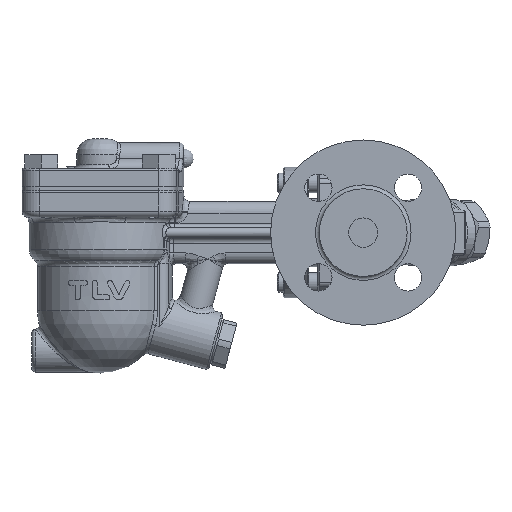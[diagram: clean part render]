
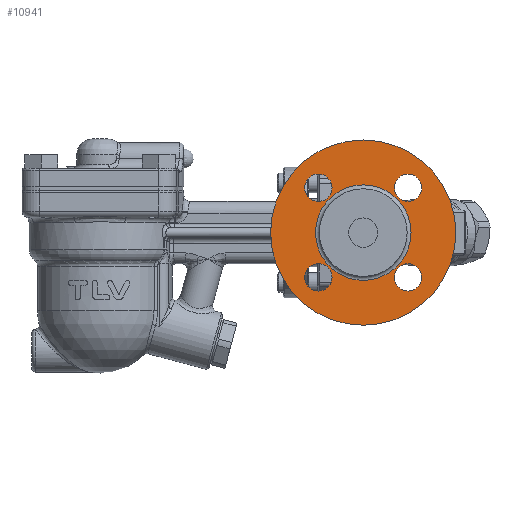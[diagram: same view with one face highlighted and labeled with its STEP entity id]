
A CAD part, front view. The second image highlights one B-rep face of the part: STEP entity #10941.
In plain terms, the highlighted planar face has unit normal (0, -1, 0).
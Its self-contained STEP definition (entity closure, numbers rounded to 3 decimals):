
#820=FACE_BOUND('',#1952,.T.);
#821=FACE_BOUND('',#1953,.T.);
#822=FACE_BOUND('',#1954,.T.);
#823=FACE_BOUND('',#1955,.T.);
#824=FACE_BOUND('',#1956,.T.);
#893=PLANE('',#11803);
#1225=FACE_OUTER_BOUND('',#1951,.T.);
#1951=EDGE_LOOP('',(#7595));
#1952=EDGE_LOOP('',(#7596));
#1953=EDGE_LOOP('',(#7597));
#1954=EDGE_LOOP('',(#7598));
#1955=EDGE_LOOP('',(#7599));
#1956=EDGE_LOOP('',(#7600,#7601));
#3921=CIRCLE('',#11796,47.5);
#3922=CIRCLE('',#11798,24.5);
#3926=CIRCLE('',#11802,24.5);
#3927=CIRCLE('',#11804,7.);
#3928=CIRCLE('',#11805,7.);
#3929=CIRCLE('',#11806,7.);
#3930=CIRCLE('',#11807,7.);
#4639=VERTEX_POINT('',#16906);
#4640=VERTEX_POINT('',#16910);
#4641=VERTEX_POINT('',#16911);
#4644=VERTEX_POINT('',#16920);
#4645=VERTEX_POINT('',#16922);
#4646=VERTEX_POINT('',#16924);
#4647=VERTEX_POINT('',#16926);
#5747=EDGE_CURVE('',#4639,#4639,#3921,.T.);
#5748=EDGE_CURVE('',#4640,#4641,#3922,.T.);
#5752=EDGE_CURVE('',#4641,#4640,#3926,.T.);
#5753=EDGE_CURVE('',#4644,#4644,#3927,.T.);
#5754=EDGE_CURVE('',#4645,#4645,#3928,.T.);
#5755=EDGE_CURVE('',#4646,#4646,#3929,.T.);
#5756=EDGE_CURVE('',#4647,#4647,#3930,.T.);
#7595=ORIENTED_EDGE('',*,*,#5747,.F.);
#7596=ORIENTED_EDGE('',*,*,#5753,.T.);
#7597=ORIENTED_EDGE('',*,*,#5754,.T.);
#7598=ORIENTED_EDGE('',*,*,#5755,.T.);
#7599=ORIENTED_EDGE('',*,*,#5756,.T.);
#7600=ORIENTED_EDGE('',*,*,#5748,.F.);
#7601=ORIENTED_EDGE('',*,*,#5752,.F.);
#10941=ADVANCED_FACE('',(#1225,#820,#821,#822,#823,#824),#893,.T.);
#11796=AXIS2_PLACEMENT_3D('',#16908,#13401,#13402);
#11798=AXIS2_PLACEMENT_3D('',#16912,#13405,#13406);
#11802=AXIS2_PLACEMENT_3D('',#16918,#13413,#13414);
#11803=AXIS2_PLACEMENT_3D('',#16919,#13415,#13416);
#11804=AXIS2_PLACEMENT_3D('',#16921,#13417,#13418);
#11805=AXIS2_PLACEMENT_3D('',#16923,#13419,#13420);
#11806=AXIS2_PLACEMENT_3D('',#16925,#13421,#13422);
#11807=AXIS2_PLACEMENT_3D('',#16927,#13423,#13424);
#13401=DIRECTION('center_axis',(0.,1.,0.));
#13402=DIRECTION('ref_axis',(1.,0.,0.));
#13405=DIRECTION('center_axis',(0.,-1.,0.));
#13406=DIRECTION('ref_axis',(1.,0.,0.));
#13413=DIRECTION('center_axis',(0.,-1.,0.));
#13414=DIRECTION('ref_axis',(1.,0.,0.));
#13415=DIRECTION('center_axis',(0.,-1.,0.));
#13416=DIRECTION('ref_axis',(-1.,0.,0.));
#13417=DIRECTION('center_axis',(0.,1.,0.));
#13418=DIRECTION('ref_axis',(1.,0.,0.));
#13419=DIRECTION('center_axis',(0.,1.,0.));
#13420=DIRECTION('ref_axis',(0.,0.,
-1.));
#13421=DIRECTION('center_axis',(0.,1.,0.));
#13422=DIRECTION('ref_axis',(-1.,0.,0.));
#13423=DIRECTION('center_axis',(0.,1.,0.));
#13424=DIRECTION('ref_axis',(0.,0.,
1.));
#16906=CARTESIAN_POINT('',(39.018,-73.962,12.));
#16908=CARTESIAN_POINT('Origin',(86.518,-73.962,12.));
#16910=CARTESIAN_POINT('',(62.018,-73.962,12.));
#16911=CARTESIAN_POINT('',(111.018,-73.962,12.));
#16912=CARTESIAN_POINT('Origin',(86.518,-73.962,12.));
#16918=CARTESIAN_POINT('Origin',(86.518,-73.962,12.));
#16919=CARTESIAN_POINT('Origin',(86.518,-73.962,12.));
#16920=CARTESIAN_POINT('',(56.537,-73.962,34.981));
#16921=CARTESIAN_POINT('Origin',(63.537,-73.962,34.981));
#16922=CARTESIAN_POINT('',(109.499,-73.962,41.981));
#16923=CARTESIAN_POINT('Origin',(109.499,-73.962,34.981));
#16924=CARTESIAN_POINT('',(116.499,-73.962,-10.981));
#16925=CARTESIAN_POINT('Origin',(109.499,-73.962,-10.981));
#16926=CARTESIAN_POINT('',(63.537,-73.962,-17.981));
#16927=CARTESIAN_POINT('Origin',(63.537,-73.962,-10.981));
